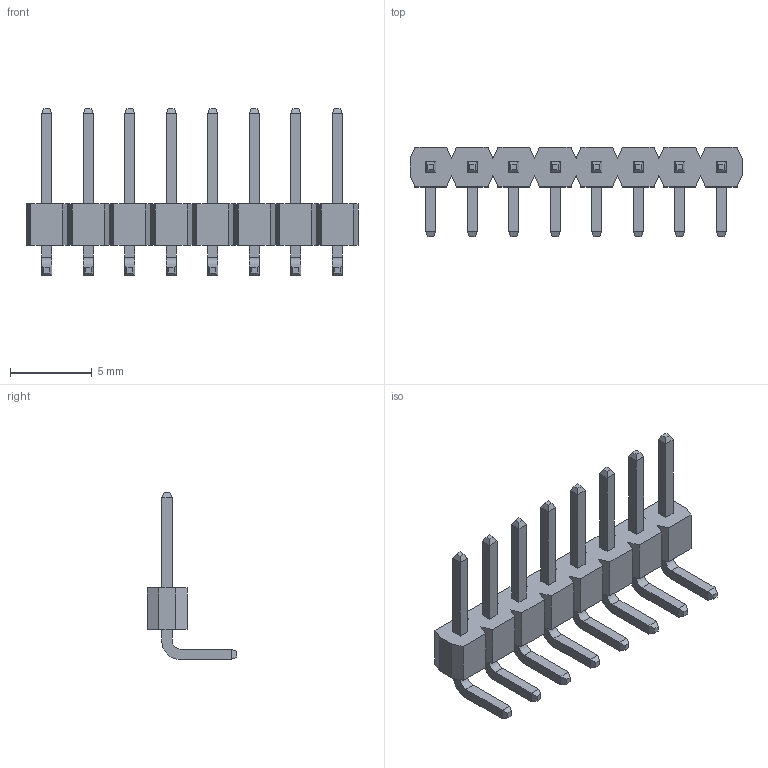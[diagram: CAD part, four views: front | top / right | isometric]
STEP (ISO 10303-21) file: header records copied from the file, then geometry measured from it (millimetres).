
FILE_DESCRIPTION (( 'STEP AP214' ), '1' );
FILE_NAME ('PLS-8R.STEP', '2011-05-17T11:15:16', ( 'vpeshkov' ), ( 'licard' ), 'SwSTEP 2.0', 'SolidWorks 2009', '' );
FILE_SCHEMA (( 'AUTOMOTIVE_DESIGN' ));
Length unit declared in the file: millimetre
Products named in the file (1): PLS-8R
Bounding box: 20.32 x 5.49 x 10.22 mm (x, y, z)
Volume: 153.6 mm3; surface area: 462.9 mm2
Topology: 1 solids, 1 shells, 228 faces, 566 edges, 356 vertices
Faces by surface type: plane 212, cylinder 16
Entity records: 8540 total; most frequent: CARTESIAN_POINT 1151, ORIENTED_EDGE 1132, DIRECTION 1056, EDGE_CURVE 566, LINE 534, VECTOR 534, VERTEX_POINT 356, AXIS2_PLACEMENT_3D 261
